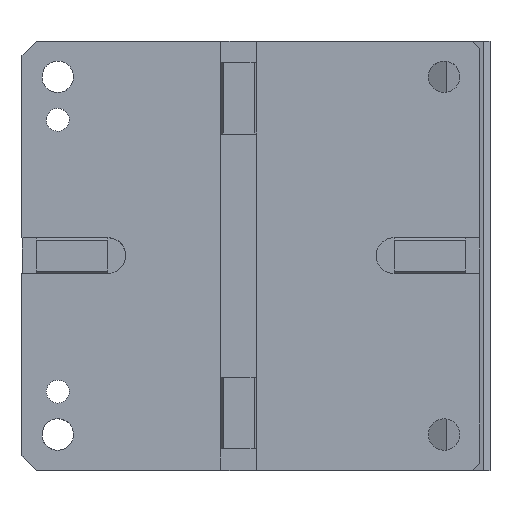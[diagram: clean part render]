
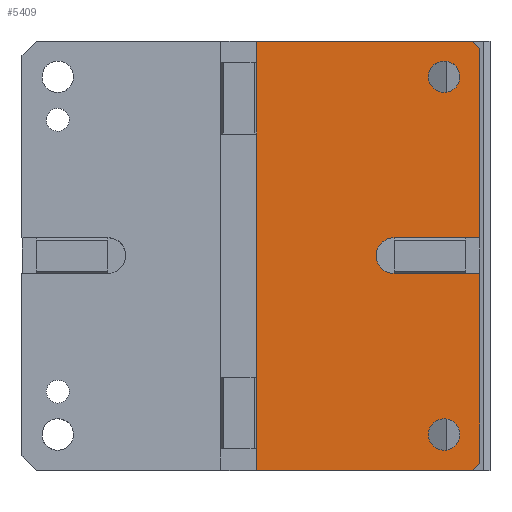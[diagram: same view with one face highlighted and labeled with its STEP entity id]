
A CAD part, top view. The second image highlights one B-rep face of the part: STEP entity #5409.
In plain terms, the highlighted planar face has unit normal (0, 0, 1).
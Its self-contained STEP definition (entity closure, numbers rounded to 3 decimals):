
#3424=CARTESIAN_POINT('Axis2P3D Location',(131.999,-1.689,375.)) ;
#3797=CARTESIAN_POINT('Vertex',(230.,-150.,375.)) ;
#3800=CARTESIAN_POINT('Line Origine',(154.474,-150.,375.)) ;
#3804=CARTESIAN_POINT('Vertex',(78.948,-150.,375.)) ;
#4010=CARTESIAN_POINT('Vertex',(78.948,150.,375.)) ;
#4013=CARTESIAN_POINT('Line Origine',(154.474,150.,375.)) ;
#4017=CARTESIAN_POINT('Vertex',(230.,150.,375.)) ;
#5213=CARTESIAN_POINT('Vertex',(235.,-145.,375.)) ;
#5216=CARTESIAN_POINT('Line Origine',(232.5,-147.5,375.)) ;
#5228=CARTESIAN_POINT('Line Origine',(235.,-78.75,375.)) ;
#5232=CARTESIAN_POINT('Vertex',(235.,-12.5,375.)) ;
#5235=CARTESIAN_POINT('Line Origine',(230.,-12.5,375.)) ;
#5239=CARTESIAN_POINT('Vertex',(225.,-12.5,375.)) ;
#5242=CARTESIAN_POINT('Line Origine',(200.,-12.5,375.)) ;
#5246=CARTESIAN_POINT('Vertex',(175.,-12.5,375.)) ;
#5249=CARTESIAN_POINT('Axis2P3D Location',(175.,0.,375.)) ;
#5253=CARTESIAN_POINT('Vertex',(162.5,0.,375.)) ;
#5256=CARTESIAN_POINT('Axis2P3D Location',(175.,0.,375.)) ;
#5260=CARTESIAN_POINT('Vertex',(175.,12.5,375.)) ;
#5263=CARTESIAN_POINT('Line Origine',(200.,12.5,375.)) ;
#5267=CARTESIAN_POINT('Vertex',(225.,12.5,375.)) ;
#5270=CARTESIAN_POINT('Line Origine',(230.,12.5,375.)) ;
#5274=CARTESIAN_POINT('Vertex',(235.,12.5,375.)) ;
#5277=CARTESIAN_POINT('Line Origine',(235.,78.75,375.)) ;
#5281=CARTESIAN_POINT('Vertex',(235.,145.,375.)) ;
#5284=CARTESIAN_POINT('Line Origine',(232.5,147.5,375.)) ;
#5289=CARTESIAN_POINT('Line Origine',(78.948,142.5,375.)) ;
#5293=CARTESIAN_POINT('Vertex',(78.948,135.,375.)) ;
#5296=CARTESIAN_POINT('Line Origine',(78.948,127.,375.)) ;
#5300=CARTESIAN_POINT('Vertex',(78.948,119.,375.)) ;
#5303=CARTESIAN_POINT('Line Origine',(78.948,102.,375.)) ;
#5307=CARTESIAN_POINT('Vertex',(78.948,85.,375.)) ;
#5310=CARTESIAN_POINT('Line Origine',(78.948,0.,375.)) ;
#5314=CARTESIAN_POINT('Vertex',(78.948,-85.,375.)) ;
#5317=CARTESIAN_POINT('Line Origine',(78.948,-102.,375.)) ;
#5321=CARTESIAN_POINT('Vertex',(78.948,-119.,375.)) ;
#5324=CARTESIAN_POINT('Line Origine',(78.948,-127.,375.)) ;
#5328=CARTESIAN_POINT('Vertex',(78.948,-135.,375.)) ;
#5331=CARTESIAN_POINT('Line Origine',(78.948,-142.5,375.)) ;
#5357=CARTESIAN_POINT('Axis2P3D Location',(210.,125.,375.)) ;
#5361=CARTESIAN_POINT('Vertex',(221.,125.,375.)) ;
#5363=CARTESIAN_POINT('Vertex',(199.,125.,375.)) ;
#5366=CARTESIAN_POINT('Axis2P3D Location',(210.,125.,375.)) ;
#5370=CARTESIAN_POINT('Vertex',(220.998,124.8,375.)) ;
#5373=CARTESIAN_POINT('Axis2P3D Location',(210.,125.,375.)) ;
#5383=CARTESIAN_POINT('Axis2P3D Location',(210.,-125.,375.)) ;
#5387=CARTESIAN_POINT('Vertex',(221.,-125.,375.)) ;
#5389=CARTESIAN_POINT('Vertex',(199.,-125.,375.)) ;
#5392=CARTESIAN_POINT('Axis2P3D Location',(210.,-125.,375.)) ;
#5396=CARTESIAN_POINT('Vertex',(220.998,-125.2,375.)) ;
#5399=CARTESIAN_POINT('Axis2P3D Location',(210.,-125.,375.)) ;
#3425=DIRECTION('Axis2P3D Direction',(0.,-0.,1.)) ;
#3426=DIRECTION('Axis2P3D XDirection',(1.,0.,0.)) ;
#3801=DIRECTION('Vector Direction',(1.,0.,0.)) ;
#4014=DIRECTION('Vector Direction',(-1.,0.,0.)) ;
#5217=DIRECTION('Vector Direction',(-0.707,-0.707,0.)) ;
#5229=DIRECTION('Vector Direction',(0.,1.,0.)) ;
#5236=DIRECTION('Vector Direction',(1.,0.,0.)) ;
#5243=DIRECTION('Vector Direction',(1.,0.,0.)) ;
#5250=DIRECTION('Axis2P3D Direction',(0.,-0.,1.)) ;
#5257=DIRECTION('Axis2P3D Direction',(0.,-0.,1.)) ;
#5264=DIRECTION('Vector Direction',(-1.,0.,0.)) ;
#5271=DIRECTION('Vector Direction',(-1.,0.,0.)) ;
#5278=DIRECTION('Vector Direction',(0.,1.,0.)) ;
#5285=DIRECTION('Vector Direction',(-0.707,0.707,0.)) ;
#5290=DIRECTION('Vector Direction',(0.,1.,0.)) ;
#5297=DIRECTION('Vector Direction',(0.,1.,0.)) ;
#5304=DIRECTION('Vector Direction',(0.,1.,0.)) ;
#5311=DIRECTION('Vector Direction',(0.,1.,0.)) ;
#5318=DIRECTION('Vector Direction',(0.,1.,0.)) ;
#5325=DIRECTION('Vector Direction',(0.,1.,0.)) ;
#5332=DIRECTION('Vector Direction',(0.,1.,0.)) ;
#5358=DIRECTION('Axis2P3D Direction',(0.,-0.,1.)) ;
#5367=DIRECTION('Axis2P3D Direction',(0.,-0.,1.)) ;
#5374=DIRECTION('Axis2P3D Direction',(0.,-0.,1.)) ;
#5384=DIRECTION('Axis2P3D Direction',(0.,-0.,1.)) ;
#5393=DIRECTION('Axis2P3D Direction',(0.,-0.,1.)) ;
#5400=DIRECTION('Axis2P3D Direction',(0.,-0.,1.)) ;
#3427=AXIS2_PLACEMENT_3D('Plane Axis2P3D',#3424,#3425,#3426) ;
#5251=AXIS2_PLACEMENT_3D('Circle Axis2P3D',#5249,#5250,$) ;
#5258=AXIS2_PLACEMENT_3D('Circle Axis2P3D',#5256,#5257,$) ;
#5359=AXIS2_PLACEMENT_3D('Circle Axis2P3D',#5357,#5358,$) ;
#5368=AXIS2_PLACEMENT_3D('Circle Axis2P3D',#5366,#5367,$) ;
#5375=AXIS2_PLACEMENT_3D('Circle Axis2P3D',#5373,#5374,$) ;
#5385=AXIS2_PLACEMENT_3D('Circle Axis2P3D',#5383,#5384,$) ;
#5394=AXIS2_PLACEMENT_3D('Circle Axis2P3D',#5392,#5393,$) ;
#5401=AXIS2_PLACEMENT_3D('Circle Axis2P3D',#5399,#5400,$) ;
#5337=ORIENTED_EDGE('',*,*,#5220,.F.) ;
#5338=ORIENTED_EDGE('',*,*,#5234,.T.) ;
#5339=ORIENTED_EDGE('',*,*,#5241,.F.) ;
#5340=ORIENTED_EDGE('',*,*,#5248,.F.) ;
#5341=ORIENTED_EDGE('',*,*,#5255,.F.) ;
#5342=ORIENTED_EDGE('',*,*,#5262,.F.) ;
#5343=ORIENTED_EDGE('',*,*,#5269,.F.) ;
#5344=ORIENTED_EDGE('',*,*,#5276,.F.) ;
#5345=ORIENTED_EDGE('',*,*,#5283,.T.) ;
#5346=ORIENTED_EDGE('',*,*,#5288,.T.) ;
#5347=ORIENTED_EDGE('',*,*,#4019,.T.) ;
#5348=ORIENTED_EDGE('',*,*,#5295,.F.) ;
#5349=ORIENTED_EDGE('',*,*,#5302,.F.) ;
#5350=ORIENTED_EDGE('',*,*,#5309,.F.) ;
#5351=ORIENTED_EDGE('',*,*,#5316,.F.) ;
#5352=ORIENTED_EDGE('',*,*,#5323,.F.) ;
#5353=ORIENTED_EDGE('',*,*,#5330,.F.) ;
#5354=ORIENTED_EDGE('',*,*,#5335,.F.) ;
#5355=ORIENTED_EDGE('',*,*,#3806,.T.) ;
#5379=ORIENTED_EDGE('',*,*,#5365,.F.) ;
#5380=ORIENTED_EDGE('',*,*,#5372,.F.) ;
#5381=ORIENTED_EDGE('',*,*,#5377,.F.) ;
#5405=ORIENTED_EDGE('',*,*,#5391,.F.) ;
#5406=ORIENTED_EDGE('',*,*,#5398,.F.) ;
#5407=ORIENTED_EDGE('',*,*,#5403,.F.) ;
#5382=FACE_BOUND('',#5378,.T.) ;
#5408=FACE_BOUND('',#5404,.T.) ;
#3802=VECTOR('Line Direction',#3801,1.) ;
#4015=VECTOR('Line Direction',#4014,1.) ;
#5218=VECTOR('Line Direction',#5217,1.) ;
#5230=VECTOR('Line Direction',#5229,1.) ;
#5237=VECTOR('Line Direction',#5236,1.) ;
#5244=VECTOR('Line Direction',#5243,1.) ;
#5265=VECTOR('Line Direction',#5264,1.) ;
#5272=VECTOR('Line Direction',#5271,1.) ;
#5279=VECTOR('Line Direction',#5278,1.) ;
#5286=VECTOR('Line Direction',#5285,1.) ;
#5291=VECTOR('Line Direction',#5290,1.) ;
#5298=VECTOR('Line Direction',#5297,1.) ;
#5305=VECTOR('Line Direction',#5304,1.) ;
#5312=VECTOR('Line Direction',#5311,1.) ;
#5319=VECTOR('Line Direction',#5318,1.) ;
#5326=VECTOR('Line Direction',#5325,1.) ;
#5333=VECTOR('Line Direction',#5332,1.) ;
#5409=ADVANCED_FACE('CAM HOLDER',(#5356,#5382,#5408),#3428,.T.) ;
#5252=CIRCLE('generated circle',#5251,12.5) ;
#5259=CIRCLE('generated circle',#5258,12.5) ;
#5360=CIRCLE('generated circle',#5359,11.) ;
#5369=CIRCLE('generated circle',#5368,11.) ;
#5376=CIRCLE('generated circle',#5375,11.) ;
#5386=CIRCLE('generated circle',#5385,11.) ;
#5395=CIRCLE('generated circle',#5394,11.) ;
#5402=CIRCLE('generated circle',#5401,11.) ;
#3806=EDGE_CURVE('',#3805,#3798,#3803,.T.) ;
#4019=EDGE_CURVE('',#4018,#4011,#4016,.T.) ;
#5220=EDGE_CURVE('',#5214,#3798,#5219,.T.) ;
#5234=EDGE_CURVE('',#5214,#5233,#5231,.T.) ;
#5241=EDGE_CURVE('',#5240,#5233,#5238,.T.) ;
#5248=EDGE_CURVE('',#5247,#5240,#5245,.T.) ;
#5255=EDGE_CURVE('',#5254,#5247,#5252,.T.) ;
#5262=EDGE_CURVE('',#5261,#5254,#5259,.T.) ;
#5269=EDGE_CURVE('',#5268,#5261,#5266,.T.) ;
#5276=EDGE_CURVE('',#5275,#5268,#5273,.T.) ;
#5283=EDGE_CURVE('',#5275,#5282,#5280,.T.) ;
#5288=EDGE_CURVE('',#5282,#4018,#5287,.T.) ;
#5295=EDGE_CURVE('',#5294,#4011,#5292,.T.) ;
#5302=EDGE_CURVE('',#5301,#5294,#5299,.T.) ;
#5309=EDGE_CURVE('',#5308,#5301,#5306,.T.) ;
#5316=EDGE_CURVE('',#5315,#5308,#5313,.T.) ;
#5323=EDGE_CURVE('',#5322,#5315,#5320,.T.) ;
#5330=EDGE_CURVE('',#5329,#5322,#5327,.T.) ;
#5335=EDGE_CURVE('',#3805,#5329,#5334,.T.) ;
#5365=EDGE_CURVE('',#5362,#5364,#5360,.T.) ;
#5372=EDGE_CURVE('',#5371,#5362,#5369,.T.) ;
#5377=EDGE_CURVE('',#5364,#5371,#5376,.T.) ;
#5391=EDGE_CURVE('',#5388,#5390,#5386,.T.) ;
#5398=EDGE_CURVE('',#5397,#5388,#5395,.T.) ;
#5403=EDGE_CURVE('',#5390,#5397,#5402,.T.) ;
#5336=EDGE_LOOP('',(#5337,#5338,#5339,#5340,#5341,#5342,#5343,#5344,#5345,#5346,#5347,#5348,#5349,#5350,#5351,#5352,#5353,#5354,#5355)) ;
#5378=EDGE_LOOP('',(#5379,#5380,#5381)) ;
#5404=EDGE_LOOP('',(#5405,#5406,#5407)) ;
#5356=FACE_OUTER_BOUND('',#5336,.T.) ;
#3803=LINE('Line',#3800,#3802) ;
#4016=LINE('Line',#4013,#4015) ;
#5219=LINE('Line',#5216,#5218) ;
#5231=LINE('Line',#5228,#5230) ;
#5238=LINE('Line',#5235,#5237) ;
#5245=LINE('Line',#5242,#5244) ;
#5266=LINE('Line',#5263,#5265) ;
#5273=LINE('Line',#5270,#5272) ;
#5280=LINE('Line',#5277,#5279) ;
#5287=LINE('Line',#5284,#5286) ;
#5292=LINE('Line',#5289,#5291) ;
#5299=LINE('Line',#5296,#5298) ;
#5306=LINE('Line',#5303,#5305) ;
#5313=LINE('Line',#5310,#5312) ;
#5320=LINE('Line',#5317,#5319) ;
#5327=LINE('Line',#5324,#5326) ;
#5334=LINE('Line',#5331,#5333) ;
#3428=PLANE('Plane',#3427) ;
#3798=VERTEX_POINT('',#3797) ;
#3805=VERTEX_POINT('',#3804) ;
#4011=VERTEX_POINT('',#4010) ;
#4018=VERTEX_POINT('',#4017) ;
#5214=VERTEX_POINT('',#5213) ;
#5233=VERTEX_POINT('',#5232) ;
#5240=VERTEX_POINT('',#5239) ;
#5247=VERTEX_POINT('',#5246) ;
#5254=VERTEX_POINT('',#5253) ;
#5261=VERTEX_POINT('',#5260) ;
#5268=VERTEX_POINT('',#5267) ;
#5275=VERTEX_POINT('',#5274) ;
#5282=VERTEX_POINT('',#5281) ;
#5294=VERTEX_POINT('',#5293) ;
#5301=VERTEX_POINT('',#5300) ;
#5308=VERTEX_POINT('',#5307) ;
#5315=VERTEX_POINT('',#5314) ;
#5322=VERTEX_POINT('',#5321) ;
#5329=VERTEX_POINT('',#5328) ;
#5362=VERTEX_POINT('',#5361) ;
#5364=VERTEX_POINT('',#5363) ;
#5371=VERTEX_POINT('',#5370) ;
#5388=VERTEX_POINT('',#5387) ;
#5390=VERTEX_POINT('',#5389) ;
#5397=VERTEX_POINT('',#5396) ;
